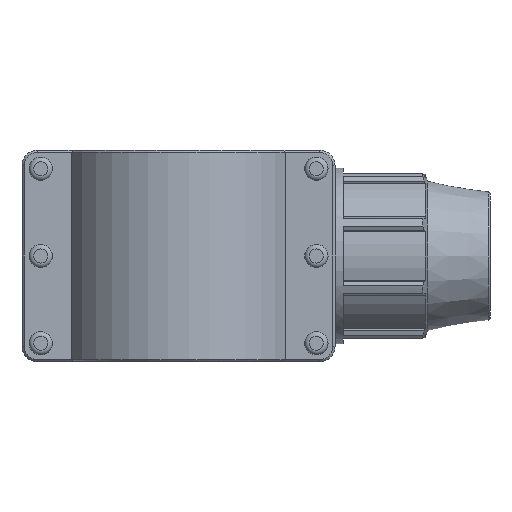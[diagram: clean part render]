
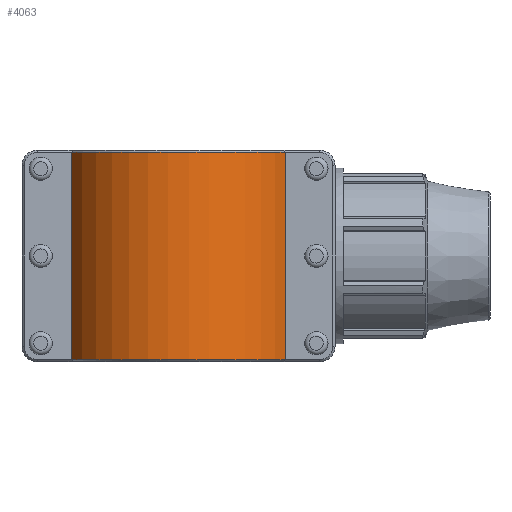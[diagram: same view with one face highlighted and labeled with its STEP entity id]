
A CAD part, front view. The second image highlights one B-rep face of the part: STEP entity #4063.
In plain terms, the highlighted cylindrical face has radius 77 mm (diameter 154 mm), a partial arc.
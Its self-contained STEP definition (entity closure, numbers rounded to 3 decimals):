
#369=LINE('',#7097,#697);
#370=LINE('',#7099,#698);
#697=VECTOR('',#5517,133.2);
#698=VECTOR('',#5520,133.2);
#957=CYLINDRICAL_SURFACE('',#4465,77.);
#1269=FACE_OUTER_BOUND('',#1594,.T.);
#1594=EDGE_LOOP('',(#3585,#3586,#3587,#3588));
#1804=CIRCLE('',#4447,77.);
#1805=CIRCLE('',#4450,77.);
#2144=VERTEX_POINT('',#7037);
#2145=VERTEX_POINT('',#7042);
#2146=VERTEX_POINT('',#7049);
#2148=VERTEX_POINT('',#7058);
#2639=EDGE_CURVE('',#2144,#2145,#1804,.T.);
#2645=EDGE_CURVE('',#2148,#2146,#1805,.T.);
#2662=EDGE_CURVE('',#2144,#2146,#369,.T.);
#2663=EDGE_CURVE('',#2145,#2148,#370,.T.);
#3585=ORIENTED_EDGE('',*,*,#2639,.F.);
#3586=ORIENTED_EDGE('',*,*,#2662,.T.);
#3587=ORIENTED_EDGE('',*,*,#2645,.F.);
#3588=ORIENTED_EDGE('',*,*,#2663,.F.);
#4063=ADVANCED_FACE('',(#1269),#957,.T.);
#4447=AXIS2_PLACEMENT_3D('',#7043,#5467,#5468);
#4450=AXIS2_PLACEMENT_3D('',#7063,#5475,#5476);
#4465=AXIS2_PLACEMENT_3D('',#7098,#5518,#5519);
#5467=DIRECTION('center_axis',(0.,0.,-1.));
#5468=DIRECTION('ref_axis',(1.,0.,0.));
#5475=DIRECTION('center_axis',(0.,0.,1.));
#5476=DIRECTION('ref_axis',(1.,0.,0.));
#5517=DIRECTION('',(0.,0.,1.));
#5518=DIRECTION('center_axis',(0.,0.,1.));
#5519=DIRECTION('ref_axis',(1.,0.,0.));
#5520=DIRECTION('',(0.,0.,1.));
#7037=CARTESIAN_POINT('',(68.586,-35.,-66.6));
#7042=CARTESIAN_POINT('',(-68.586,-35.,-66.6));
#7043=CARTESIAN_POINT('Origin',(0.,0.,-66.6));
#7049=CARTESIAN_POINT('',(68.586,-35.,66.6));
#7058=CARTESIAN_POINT('',(-68.586,-35.,66.6));
#7063=CARTESIAN_POINT('Origin',(0.,0.,66.6));
#7097=CARTESIAN_POINT('',(68.586,-35.,0.));
#7098=CARTESIAN_POINT('Origin',(0.,0.,0.));
#7099=CARTESIAN_POINT('',(-68.586,-35.,0.));
